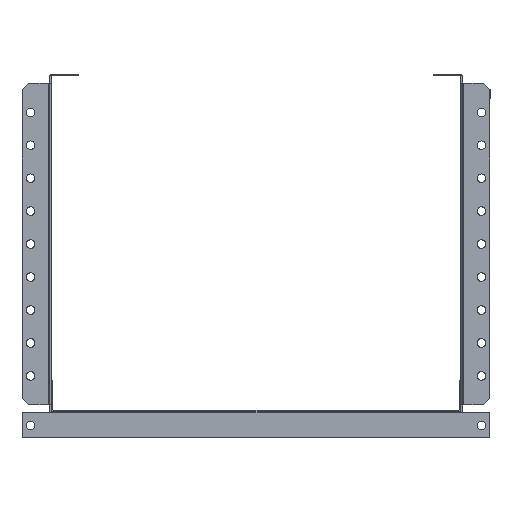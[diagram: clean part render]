
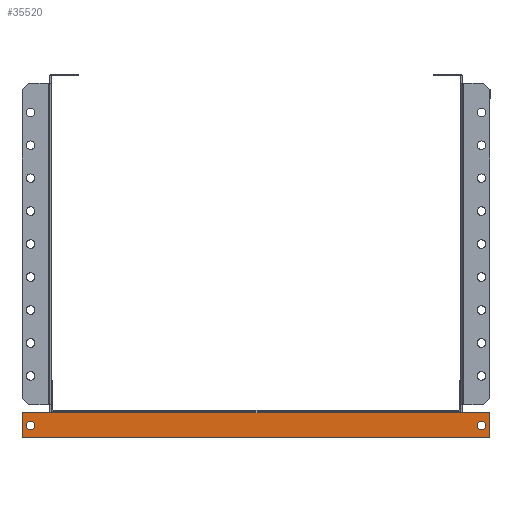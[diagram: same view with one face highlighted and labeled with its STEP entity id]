
A CAD part, left-side view. The second image highlights one B-rep face of the part: STEP entity #35520.
In plain terms, the highlighted planar face has unit normal (-1, 0, 0).
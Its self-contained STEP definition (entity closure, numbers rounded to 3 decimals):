
#399 = CARTESIAN_POINT ( 'NONE',  ( 0., 0., -2. ) ) ;
#658 = ORIENTED_EDGE ( 'NONE', *, *, #14665, .T. ) ;
#695 = FACE_BOUND ( 'NONE', #46522, .T. ) ;
#1142 = VERTEX_POINT ( 'NONE', #13268 ) ;
#1407 = DIRECTION ( 'NONE',  ( 0., 0., 1. ) ) ;
#2090 = VECTOR ( 'NONE', #47390, 1000. ) ;
#3709 = ORIENTED_EDGE ( 'NONE', *, *, #37943, .T. ) ;
#3713 = LINE ( 'NONE', #33871, #35689 ) ;
#4127 = CARTESIAN_POINT ( 'NONE',  ( 0., 0., -2. ) ) ;
#5002 = EDGE_LOOP ( 'NONE', ( #658, #19998 ) ) ;
#5371 = ORIENTED_EDGE ( 'NONE', *, *, #26986, .T. ) ;
#6140 = LINE ( 'NONE', #10452, #2090 ) ;
#6558 = DIRECTION ( 'NONE',  ( 0., 1., 0. ) ) ;
#6589 = EDGE_CURVE ( 'NONE', #30637, #13493, #11008, .T. ) ;
#7049 = ORIENTED_EDGE ( 'NONE', *, *, #33248, .F. ) ;
#8155 = CARTESIAN_POINT ( 'NONE',  ( 0., 0., 0. ) ) ;
#8485 = LINE ( 'NONE', #22481, #41303 ) ;
#8920 = VECTOR ( 'NONE', #6558, 1000. ) ;
#9258 = AXIS2_PLACEMENT_3D ( 'NONE', #34870, #38743, #12662 ) ;
#10452 = CARTESIAN_POINT ( 'NONE',  ( 0., 331., -2. ) ) ;
#10486 = EDGE_CURVE ( 'NONE', #11509, #27510, #6140, .T. ) ;
#10683 = CARTESIAN_POINT ( 'NONE',  ( 0., 324.5, -11.5 ) ) ;
#10818 = CARTESIAN_POINT ( 'NONE',  ( 0., 331., -21. ) ) ;
#11008 = LINE ( 'NONE', #399, #44888 ) ;
#11509 = VERTEX_POINT ( 'NONE', #22560 ) ;
#11767 = FACE_BOUND ( 'NONE', #5002, .T. ) ;
#12271 = EDGE_LOOP ( 'NONE', ( #7049, #15277, #30934, #5371, #3709, #21741 ) ) ;
#12592 = AXIS2_PLACEMENT_3D ( 'NONE', #8155, #34468, #1407 ) ;
#12662 = DIRECTION ( 'NONE',  ( 0., 0., 1. ) ) ;
#13268 = CARTESIAN_POINT ( 'NONE',  ( 0., -17.5, -14.75 ) ) ;
#13493 = VERTEX_POINT ( 'NONE', #4127 ) ;
#14665 = EDGE_CURVE ( 'NONE', #1142, #46398, #35455, .T. ) ;
#14879 = AXIS2_PLACEMENT_3D ( 'NONE', #28672, #25046, #39793 ) ;
#15277 = ORIENTED_EDGE ( 'NONE', *, *, #27822, .T. ) ;
#15366 = CARTESIAN_POINT ( 'NONE',  ( 0., 324.5, -8.25 ) ) ;
#15744 = VERTEX_POINT ( 'NONE', #25780 ) ;
#17443 = VECTOR ( 'NONE', #28410, 1000. ) ;
#19390 = EDGE_CURVE ( 'NONE', #34791, #41586, #44530, .T. ) ;
#19998 = ORIENTED_EDGE ( 'NONE', *, *, #42066, .T. ) ;
#20101 = ORIENTED_EDGE ( 'NONE', *, *, #19390, .T. ) ;
#20166 = CARTESIAN_POINT ( 'NONE',  ( 0., 324.5, -14.75 ) ) ;
#21323 = DIRECTION ( 'NONE',  ( 0., 0., -1. ) ) ;
#21562 = DIRECTION ( 'NONE',  ( 1., 0., 0. ) ) ;
#21741 = ORIENTED_EDGE ( 'NONE', *, *, #10486, .T. ) ;
#22481 = CARTESIAN_POINT ( 'NONE',  ( 0., 307., -2. ) ) ;
#22560 = CARTESIAN_POINT ( 'NONE',  ( 0., 331., -2. ) ) ;
#23589 = CARTESIAN_POINT ( 'NONE',  ( 0., -24., -2. ) ) ;
#25046 = DIRECTION ( 'NONE',  ( 1., 0., 0. ) ) ;
#25737 = DIRECTION ( 'NONE',  ( 0., 1., 0. ) ) ;
#25780 = CARTESIAN_POINT ( 'NONE',  ( 0., 307., -2. ) ) ;
#26986 = EDGE_CURVE ( 'NONE', #13493, #15744, #36018, .T. ) ;
#27510 = VERTEX_POINT ( 'NONE', #10818 ) ;
#27822 = EDGE_CURVE ( 'NONE', #30221, #30637, #32023, .T. ) ;
#28410 = DIRECTION ( 'NONE',  ( 0., 0., 1. ) ) ;
#28672 = CARTESIAN_POINT ( 'NONE',  ( 0., 324.5, -11.5 ) ) ;
#30221 = VERTEX_POINT ( 'NONE', #35554 ) ;
#30259 = DIRECTION ( 'NONE',  ( 1., 0., 0. ) ) ;
#30350 = AXIS2_PLACEMENT_3D ( 'NONE', #45494, #30259, #45009 ) ;
#30637 = VERTEX_POINT ( 'NONE', #33829 ) ;
#30934 = ORIENTED_EDGE ( 'NONE', *, *, #6589, .T. ) ;
#31075 = FACE_OUTER_BOUND ( 'NONE', #12271, .T. ) ;
#31885 = CIRCLE ( 'NONE', #14879, 3.25 ) ;
#32023 = LINE ( 'NONE', #23589, #17443 ) ;
#33248 = EDGE_CURVE ( 'NONE', #30221, #27510, #3713, .T. ) ;
#33829 = CARTESIAN_POINT ( 'NONE',  ( 0., -24., -2. ) ) ;
#33871 = CARTESIAN_POINT ( 'NONE',  ( 0., 307., -21. ) ) ;
#34468 = DIRECTION ( 'NONE',  ( -1., 0., 0. ) ) ;
#34791 = VERTEX_POINT ( 'NONE', #20166 ) ;
#34870 = CARTESIAN_POINT ( 'NONE',  ( 0., -17.5, -11.5 ) ) ;
#35455 = CIRCLE ( 'NONE', #9258, 3.25 ) ;
#35520 = ADVANCED_FACE ( 'NONE', ( #695, #11767, #31075 ), #41235, .T. ) ;
#35554 = CARTESIAN_POINT ( 'NONE',  ( 0., -24., -21. ) ) ;
#35689 = VECTOR ( 'NONE', #37493, 1000. ) ;
#36018 = LINE ( 'NONE', #38688, #8920 ) ;
#37334 = CARTESIAN_POINT ( 'NONE',  ( 0., -17.5, -8.25 ) ) ;
#37493 = DIRECTION ( 'NONE',  ( 0., 1., 0. ) ) ;
#37589 = ORIENTED_EDGE ( 'NONE', *, *, #39835, .T. ) ;
#37943 = EDGE_CURVE ( 'NONE', #15744, #11509, #8485, .T. ) ;
#38688 = CARTESIAN_POINT ( 'NONE',  ( 0., 0., -2. ) ) ;
#38743 = DIRECTION ( 'NONE',  ( 1., 0., 0. ) ) ;
#39793 = DIRECTION ( 'NONE',  ( 0., 0., -1. ) ) ;
#39835 = EDGE_CURVE ( 'NONE', #41586, #34791, #31885, .T. ) ;
#41078 = DIRECTION ( 'NONE',  ( 0., 1., 0. ) ) ;
#41235 = PLANE ( 'NONE',  #12592 ) ;
#41303 = VECTOR ( 'NONE', #41078, 1000. ) ;
#41586 = VERTEX_POINT ( 'NONE', #15366 ) ;
#42066 = EDGE_CURVE ( 'NONE', #46398, #1142, #46541, .T. ) ;
#42212 = AXIS2_PLACEMENT_3D ( 'NONE', #10683, #21562, #21323 ) ;
#44530 = CIRCLE ( 'NONE', #42212, 3.25 ) ;
#44888 = VECTOR ( 'NONE', #25737, 1000. ) ;
#45009 = DIRECTION ( 'NONE',  ( 0., 0., 1. ) ) ;
#45494 = CARTESIAN_POINT ( 'NONE',  ( 0., -17.5, -11.5 ) ) ;
#46398 = VERTEX_POINT ( 'NONE', #37334 ) ;
#46522 = EDGE_LOOP ( 'NONE', ( #20101, #37589 ) ) ;
#46541 = CIRCLE ( 'NONE', #30350, 3.25 ) ;
#47390 = DIRECTION ( 'NONE',  ( 0., 0., -1. ) ) ;
